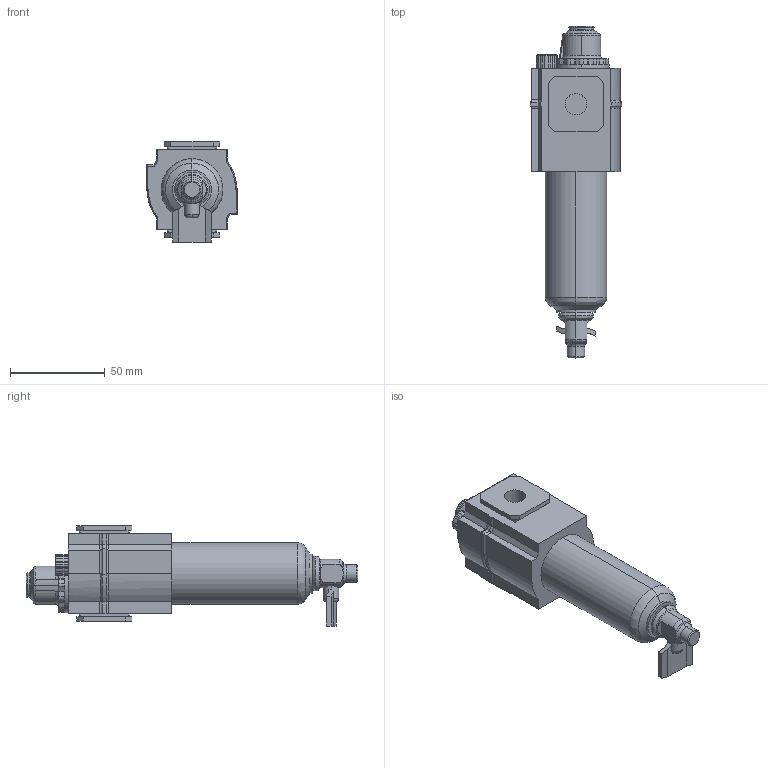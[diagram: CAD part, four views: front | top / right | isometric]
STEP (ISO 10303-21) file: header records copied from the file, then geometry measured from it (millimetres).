
FILE_DESCRIPTION (( 'STEP AP214' ), '1' );
FILE_NAME ('Norgren-L72C-2AP-QTN.step', '2019-03-03T16:10:47', ( '' ), ( '' ), 'SwSTEP 2.0', 'SolidWorks 2019', '' );
FILE_SCHEMA (( 'AUTOMOTIVE_DESIGN' ));
Length unit declared in the file: millimetre
Products named in the file (8): Norgren-L72C-2AP-QTN_L72_ss_08_Q; Norgren-L72C-2AP-QTN_L_72-2_w; Norgren-L72C-2AP-QTN_L72_ss_74; Norgren-L72C-2AP-QTN_L_72t_Q; Norgren-L72C-2AP-QTN_L72_ss_41; Norgren-L72C-2AP-QTN_L72_ss_14; Norgren-L72C-2AP-QTN_L72_ss_03; Norgren-L72C-2AP-QTN
Assembly tree (7 placements, depth 3):
  Norgren-L72C-2AP-QTN
    Norgren-L72C-2AP-QTN_L_72t_Q
      Norgren-L72C-2AP-QTN_L72_ss_08_Q
      Norgren-L72C-2AP-QTN_L72_ss_03
    Norgren-L72C-2AP-QTN_L_72-2_w
      Norgren-L72C-2AP-QTN_L72_ss_41
      Norgren-L72C-2AP-QTN_L72_ss_14
      Norgren-L72C-2AP-QTN_L72_ss_74
Bounding box: 48.4 x 175.13 x 52.83 mm (x, y, z)
Volume: 170100.6 mm3; surface area: 30218.9 mm2
Topology: 5 solids, 5 shells, 308 faces, 767 edges, 480 vertices
Faces by surface type: plane 139, cylinder 100, bspline 61, torus 8
Entity records: 13005 total; most frequent: CARTESIAN_POINT 3789, ORIENTED_EDGE 1534, DIRECTION 1438, EDGE_CURVE 767, AXIS2_PLACEMENT_3D 495, VERTEX_POINT 480, LINE 448, VECTOR 448
